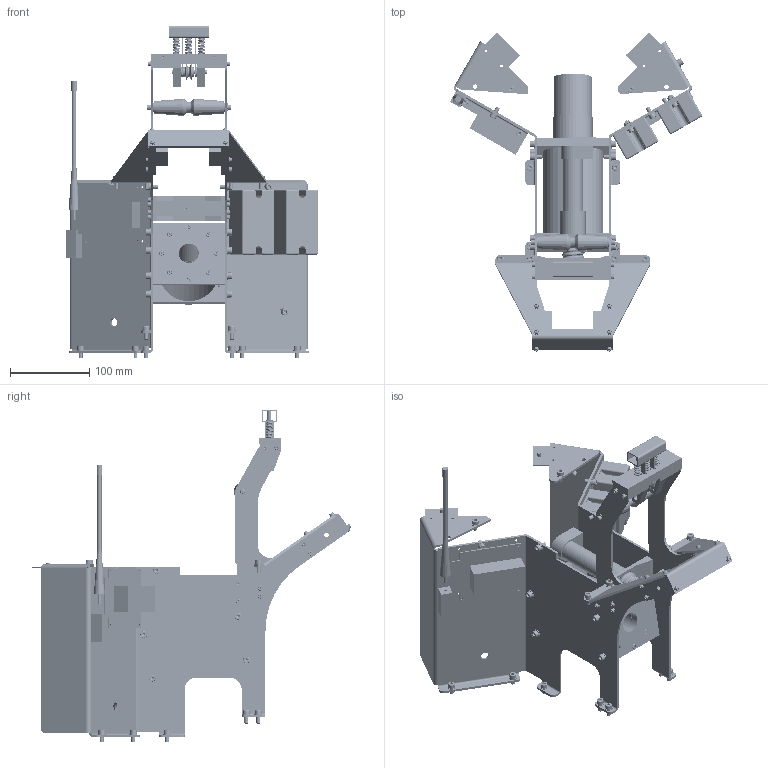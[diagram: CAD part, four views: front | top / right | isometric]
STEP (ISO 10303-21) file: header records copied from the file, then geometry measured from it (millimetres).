
FILE_DESCRIPTION((''),'2;1');
FILE_NAME('Hinges kicking mechanism.stp','2012-10-01T20:42:21',('s070255'),(''),'Autodesk Inventor 2012','Autodesk Inventor 2012','');
FILE_SCHEMA(('AUTOMOTIVE_DESIGN { 1 0 10303 214 1 1 1 1 }'));
Length unit declared in the file: millimetre
Products named in the file (52): Hinges kicking mechanism; plate right; plate left; Rubber 1; Rubber 2; Block schooting mechanism 1; Bushing 2; Bushing 3; Plate schooting mechanism 2; Motor mount RE25; Reel; RE25_20Watt_24Volt_GP32C_18_ENC; Reel 2; ISO 8734 A 6 x 45 - A; Block 2; Permaglide PAF06040P10; Ring 1; ISO 4762 M5 x 12; DIN 125-1 A A 5,3; kicking coil; Flange coil; Flange coil front; Permaglide PAF25115P10; Tube coil; Coil core; ISO 4762 M3 x 8; Coil; DIN 125-1 A A 3,2; ISO 4762 M5 x 10; ISO 4762 M3 x 10; ISO 10642 M3 x  8; amplifier; DIN 125-1 A A 4,3; ISO 4762 M4 x 12; ISO 4032 M4; antenna PCB; Antenna; Block antenna; Compression srpingT4020-10x32; pre-loading unit ...
Assembly tree (199 placements, depth 3):
  Hinges kicking mechanism
    plate right
    plate left
    Rubber 1  x2
    Rubber 2  x2
    Block schooting mechanism 1
    Bushing 2
    Bushing 3
    Plate schooting mechanism 2
    Motor mount RE25
    Reel
    RE25_20Watt_24Volt_GP32C_18_ENC
    Reel 2
    ISO 8734 A 6 x 45 - A
    Block 2
    Permaglide PAF06040P10  x3
    Ring 1  x2
    ISO 4762 M5 x 12  x16
    DIN 125-1 A A 5,3  x31
    kicking coil
      Flange coil
      Flange coil front
      Permaglide PAF25115P10  x2
      Tube coil
      Coil core
      ISO 4762 M3 x 8  x16
      Coil
    DIN 125-1 A A 3,2  x22
    ISO 4762 M3 x 8  x18
    ISO 4762 M5 x 10  x15
    ISO 4762 M3 x 10  x4
    ISO 10642 M3 x  8  x4
    amplifier  x2
    DIN 125-1 A A 4,3  x8
    ISO 4762 M4 x 12  x4
    ISO 4032 M4  x4
    antenna PCB
    Antenna
    Block antenna
    Compression srpingT4020-10x32  x3
    pre-loading unit
      Block 1
      Pen 1  x3
      Strip 1  x2
    Protection plunger
      Protectionflange plunger
      protectiontube plunger
    Contact PCB  x2
    Bushing 1
    Permaglide PAF06080P10  x2
    Shaft 2
    DIN 6799 5  x2
    Pen 2  x2
Bounding box: 317.75 x 402.29 x 418.5 mm (x, y, z)
Volume: 1672398.7 mm3; surface area: 745675.1 mm2
Topology: 196 solids, 196 shells, 2540 faces, 5612 edges, 3581 vertices
Faces by surface type: plane 1327, cylinder 760, cone 258, torus 174, sphere 11, bspline 10
Full cylindrical faces by diameter (mm): 2.459 x47, 2.5 x2, 3 x62, 3.2 x40, 3.242 x5, 3.5 x32, 4 x5, 4.134 x8, 4.3 x8, 4.5 x4, 4.6 x4, 5 x44, 5.2 x4, 5.3 x31, 5.5 x68, 5.54 x4, 6 x37, 7 x27, 7.2 x1, 8 x9, 8.5 x31, 9 x8, 10 x36, 12 x9, 12.406 x1, 13 x1, 14 x1, 19 x2, 20 x2, 25 x3
Entity records: 34634 total; most frequent: CARTESIAN_POINT 8086, DIRECTION 5555, ORIENTED_EDGE 4190, AXIS2_PLACEMENT_3D 2249, EDGE_CURVE 2095, EDGE_LOOP 1816, VERTEX_POINT 1581, FACE_OUTER_BOUND 1058
